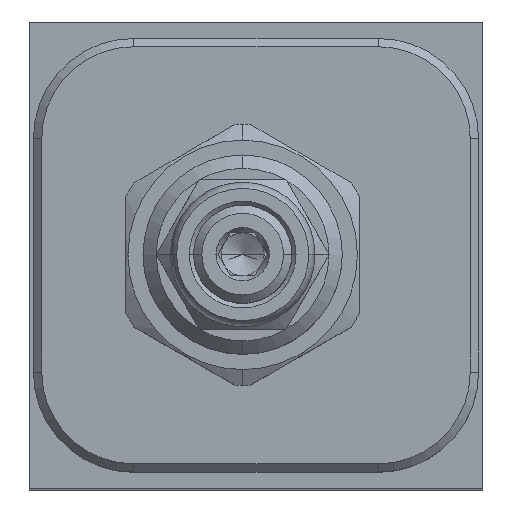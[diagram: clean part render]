
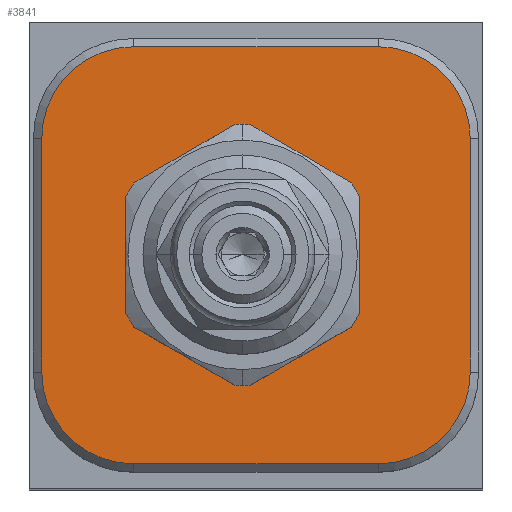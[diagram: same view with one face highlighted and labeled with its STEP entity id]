
A CAD part, top view. The second image highlights one B-rep face of the part: STEP entity #3841.
In plain terms, the highlighted planar face has unit normal (0, 0, 1).
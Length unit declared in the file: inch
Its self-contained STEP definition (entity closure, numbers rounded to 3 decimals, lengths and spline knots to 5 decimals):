
#996=CARTESIAN_POINT('',(1.309,-1.313,3.625));
#997=DIRECTION('',(0.,0.,-1.));
#998=DIRECTION('',(1.,0.,0.));
#999=AXIS2_PLACEMENT_3D('',#996,#997,#998);
#1010=CARTESIAN_POINT('',(0.8,-0.875,3.625));
#1011=DIRECTION('',(0.,0.,-1.));
#1012=DIRECTION('',(-1.,0.,0.));
#1013=AXIS2_PLACEMENT_3D('',#1010,#1011,#1012);
#1015=CARTESIAN_POINT('',(0.8,-0.875,3.625));
#1016=DIRECTION('',(0.,0.,-1.));
#1017=DIRECTION('',(1.,0.,0.));
#1018=AXIS2_PLACEMENT_3D('',#1015,#1016,#1017);
#1732=DIRECTION('',(-1.,0.,0.));
#1733=VECTOR('',#1732,0.918);
#1734=CARTESIAN_POINT('',(1.309,-1.657,3.625));
#1735=LINE('',#1734,#1733);
#1752=CARTESIAN_POINT('',(0.391,-1.313,3.625));
#1753=DIRECTION('',(0.,0.,-1.));
#1754=DIRECTION('',(0.,-1.,0.));
#1755=AXIS2_PLACEMENT_3D('',#1752,#1753,#1754);
#1770=DIRECTION('',(0.,1.,0.));
#1771=VECTOR('',#1770,0.875);
#1772=CARTESIAN_POINT('',(0.047,-1.313,3.625));
#1773=LINE('',#1772,#1771);
#1786=CARTESIAN_POINT('',(0.391,-0.438,3.625));
#1787=DIRECTION('',(0.,0.,-1.));
#1788=DIRECTION('',(-1.,0.,0.));
#1789=AXIS2_PLACEMENT_3D('',#1786,#1787,#1788);
#1800=DIRECTION('',(1.,0.,0.));
#1801=VECTOR('',#1800,0.918);
#1802=CARTESIAN_POINT('',(0.391,-0.094,3.625));
#1803=LINE('',#1802,#1801);
#1820=CARTESIAN_POINT('',(1.309,-0.438,3.625));
#1821=DIRECTION('',(0.,0.,-1.));
#1822=DIRECTION('',(0.,1.,0.));
#1823=AXIS2_PLACEMENT_3D('',#1820,#1821,#1822);
#1834=DIRECTION('',(0.,-1.,0.));
#1835=VECTOR('',#1834,0.875);
#1836=CARTESIAN_POINT('',(1.653,-0.438,3.625));
#1837=LINE('',#1836,#1835);
#2904=CARTESIAN_POINT('',(0.3695,-0.875,3.625));
#2905=CARTESIAN_POINT('',(1.2305,-0.875,3.625));
#2906=VERTEX_POINT('',#2904);
#2907=VERTEX_POINT('',#2905);
#2932=CARTESIAN_POINT('',(0.047,-1.313,3.625));
#2933=CARTESIAN_POINT('',(0.047,-0.438,3.625));
#2934=VERTEX_POINT('',#2932);
#2935=VERTEX_POINT('',#2933);
#2940=CARTESIAN_POINT('',(0.391,-0.094,3.625));
#2941=VERTEX_POINT('',#2940);
#2944=CARTESIAN_POINT('',(1.309,-0.094,3.625));
#2945=VERTEX_POINT('',#2944);
#2948=CARTESIAN_POINT('',(1.653,-0.438,3.625));
#2949=VERTEX_POINT('',#2948);
#2952=CARTESIAN_POINT('',(1.653,-1.313,3.625));
#2953=VERTEX_POINT('',#2952);
#2956=CARTESIAN_POINT('',(1.309,-1.657,3.625));
#2957=VERTEX_POINT('',#2956);
#2960=CARTESIAN_POINT('',(0.391,-1.657,3.625));
#2961=VERTEX_POINT('',#2960);
#3813=CARTESIAN_POINT('',(0.,0.,3.625));
#3814=DIRECTION('',(0.,0.,1.));
#3815=DIRECTION('',(1.,0.,0.));
#3816=AXIS2_PLACEMENT_3D('',#3813,#3814,#3815);
#3817=PLANE('',#3816);
#3818=ORIENTED_EDGE('',*,*,#3803,.T.);
#3820=ORIENTED_EDGE('',*,*,#3819,.T.);
#3822=ORIENTED_EDGE('',*,*,#3821,.T.);
#3824=ORIENTED_EDGE('',*,*,#3823,.T.);
#3826=ORIENTED_EDGE('',*,*,#3825,.T.);
#3828=ORIENTED_EDGE('',*,*,#3827,.T.);
#3830=ORIENTED_EDGE('',*,*,#3829,.T.);
#3832=ORIENTED_EDGE('',*,*,#3831,.T.);
#3833=EDGE_LOOP('',(#3818,#3820,#3822,#3824,#3826,#3828,#3830,#3832));
#3834=FACE_OUTER_BOUND('',#3833,.F.);
#3836=ORIENTED_EDGE('',*,*,#3835,.F.);
#3838=ORIENTED_EDGE('',*,*,#3837,.F.);
#3839=EDGE_LOOP('',(#3836,#3838));
#3840=FACE_BOUND('',#3839,.F.);
#3841=ADVANCED_FACE('',(#3834,#3840),#3817,.T.);
#1000=CIRCLE('',#999,0.344);
#1014=CIRCLE('',#1013,0.4305);
#1019=CIRCLE('',#1018,0.4305);
#1756=CIRCLE('',#1755,0.344);
#1790=CIRCLE('',#1789,0.344);
#1824=CIRCLE('',#1823,0.344);
#3803=EDGE_CURVE('',#2953,#2957,#1000,.T.);
#3819=EDGE_CURVE('',#2957,#2961,#1735,.T.);
#3821=EDGE_CURVE('',#2961,#2934,#1756,.T.);
#3823=EDGE_CURVE('',#2934,#2935,#1773,.T.);
#3825=EDGE_CURVE('',#2935,#2941,#1790,.T.);
#3827=EDGE_CURVE('',#2941,#2945,#1803,.T.);
#3829=EDGE_CURVE('',#2945,#2949,#1824,.T.);
#3831=EDGE_CURVE('',#2949,#2953,#1837,.T.);
#3835=EDGE_CURVE('',#2906,#2907,#1014,.T.);
#3837=EDGE_CURVE('',#2907,#2906,#1019,.T.);
